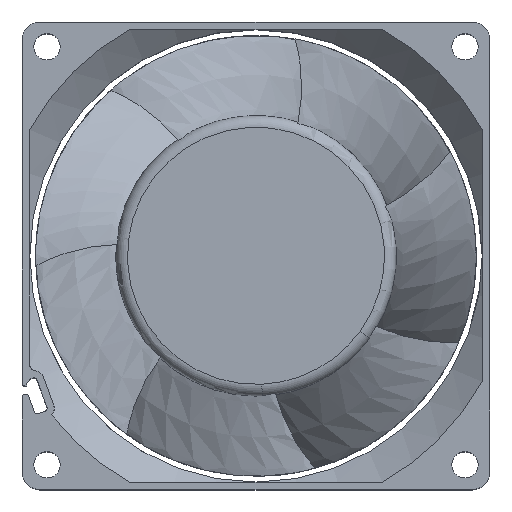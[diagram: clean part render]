
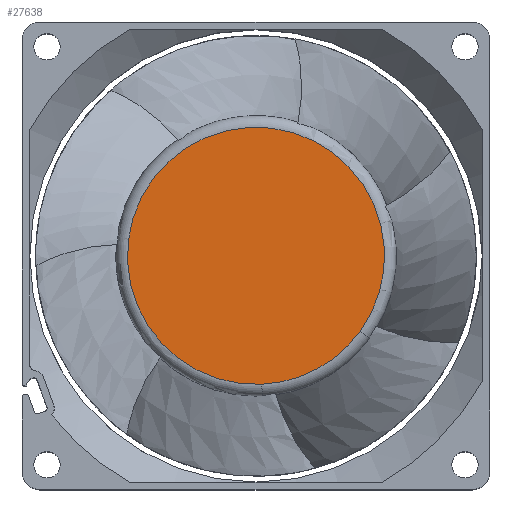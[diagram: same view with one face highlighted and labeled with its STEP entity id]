
A CAD part, top view. The second image highlights one B-rep face of the part: STEP entity #27638.
In plain terms, the highlighted planar face has unit normal (0, 0, 1).
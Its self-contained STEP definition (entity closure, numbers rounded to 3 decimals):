
#25183=CARTESIAN_POINT('',(0.,0.,0.));
#25184=DIRECTION('',(0.,0.,1.));
#25185=DIRECTION('',(0.809,-0.588,0.));
#25186=AXIS2_PLACEMENT_3D('',#25183,#25184,#25185);
#25635=CARTESIAN_POINT('',(0.,0.,0.));
#25636=DIRECTION('',(0.,0.,1.));
#25637=DIRECTION('',(0.045,-0.999,0.));
#25638=AXIS2_PLACEMENT_3D('',#25635,#25636,#25637);
#26366=CARTESIAN_POINT('',(0.983,-21.978,0.));
#26367=CARTESIAN_POINT('',(17.798,-12.931,0.));
#26368=VERTEX_POINT('',#26366);
#26369=VERTEX_POINT('',#26367);
#27629=CARTESIAN_POINT('',(0.,0.,0.));
#27630=DIRECTION('',(0.,0.,-1.));
#27631=DIRECTION('',(0.,-1.,0.));
#27632=AXIS2_PLACEMENT_3D('',#27629,#27630,#27631);
#27633=PLANE('',#27632);
#27634=ORIENTED_EDGE('',*,*,#26812,.F.);
#27635=ORIENTED_EDGE('',*,*,#27616,.F.);
#27636=EDGE_LOOP('',(#27634,#27635));
#27637=FACE_OUTER_BOUND('',#27636,.F.);
#27638=ADVANCED_FACE('',(#27637),#27633,.F.);
#25187=CIRCLE('',#25186,22.);
#25639=CIRCLE('',#25638,22.);
#26812=EDGE_CURVE('',#26369,#26368,#25187,.T.);
#27616=EDGE_CURVE('',#26368,#26369,#25639,.T.);
